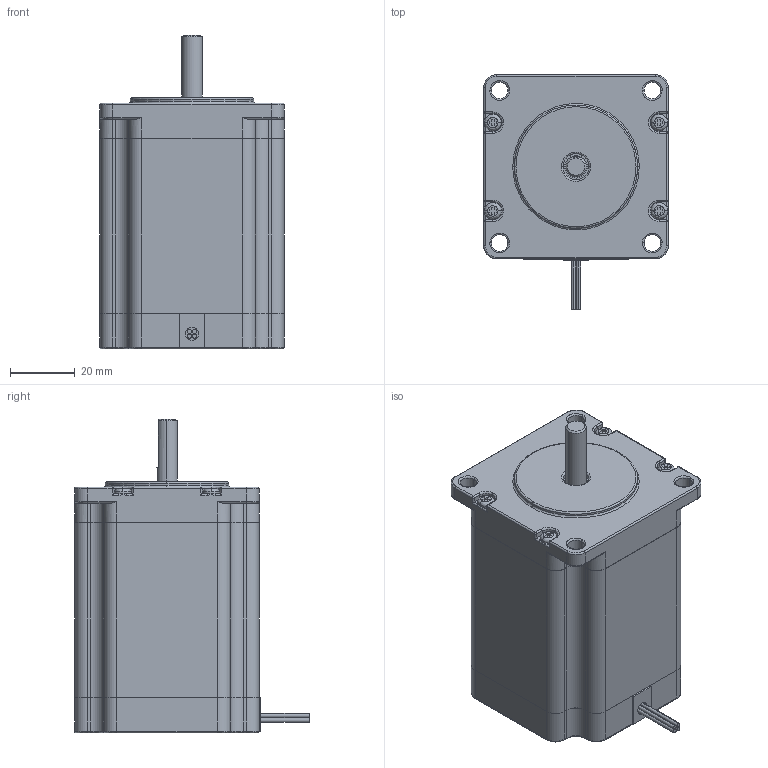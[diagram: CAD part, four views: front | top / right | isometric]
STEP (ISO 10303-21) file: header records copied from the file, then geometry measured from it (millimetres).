
FILE_DESCRIPTION (( 'STEP AP214' ), '1' );
FILE_NAME ('23HS30-2804S.STEP', '2018-03-06T05:51:39', ( '' ), ( '' ), 'SwSTEP 2.0', 'SolidWorks 2014', '' );
FILE_SCHEMA (( 'AUTOMOTIVE_DESIGN' ));
Length unit declared in the file: millimetre
Products named in the file (1): 23HS30-2804S
Bounding box: 57 x 72.5 x 97 mm (x, y, z)
Volume: 224941.4 mm3; surface area: 23911.8 mm2
Topology: 7 solids, 7 shells, 461 faces, 1120 edges, 683 vertices
Faces by surface type: cylinder 188, plane 166, bspline 102, cone 5
Entity records: 21065 total; most frequent: CARTESIAN_POINT 5489, ORIENTED_EDGE 2224, DIRECTION 2137, EDGE_CURVE 1112, AXIS2_PLACEMENT_3D 773, VERTEX_POINT 683, VECTOR 591, LINE 591
